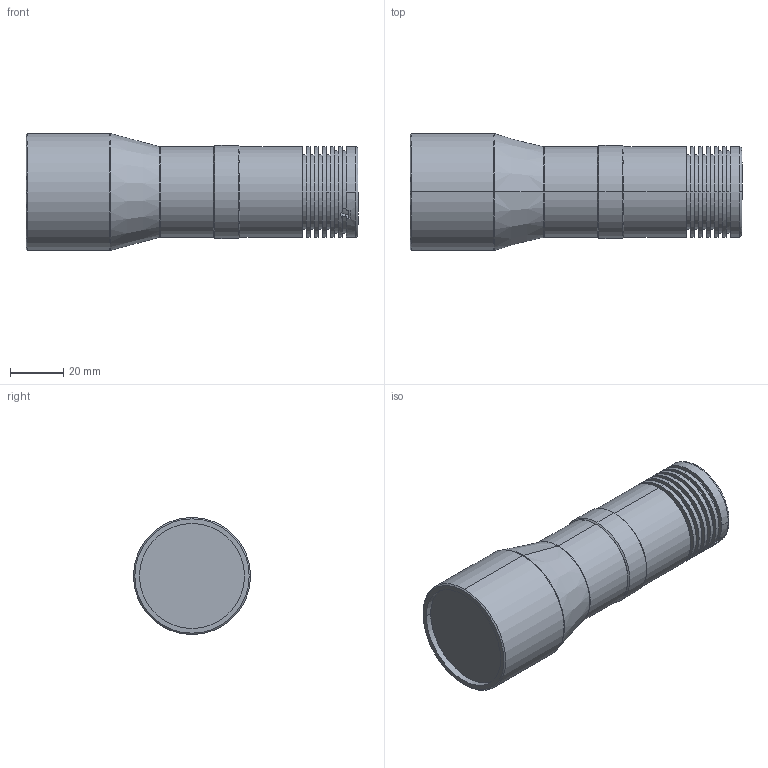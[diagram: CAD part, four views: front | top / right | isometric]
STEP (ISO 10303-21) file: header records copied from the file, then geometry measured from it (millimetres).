
FILE_DESCRIPTION (( 'STEP AP203' ), '1' );
FILE_NAME ('DTCL-26.STEP', '2018-03-19T01:21:17', ( '' ), ( '' ), 'SwSTEP 2.0', 'SolidWorks 2012', '' );
FILE_SCHEMA (( 'CONFIG_CONTROL_DESIGN' ));
Length unit declared in the file: millimetre
Products named in the file (1): DTCL-26
Bounding box: 124.85 x 44 x 44 mm (x, y, z)
Volume: 133382.6 mm3; surface area: 21218.6 mm2
Topology: 1 solids, 1 shells, 130 faces, 332 edges, 207 vertices
Faces by surface type: cylinder 68, cone 28, plane 28, bspline 6
Entity records: 4353 total; most frequent: CARTESIAN_POINT 1232, DIRECTION 667, ORIENTED_EDGE 628, EDGE_CURVE 314, AXIS2_PLACEMENT_3D 282, VERTEX_POINT 201, CIRCLE 160, EDGE_LOOP 147
